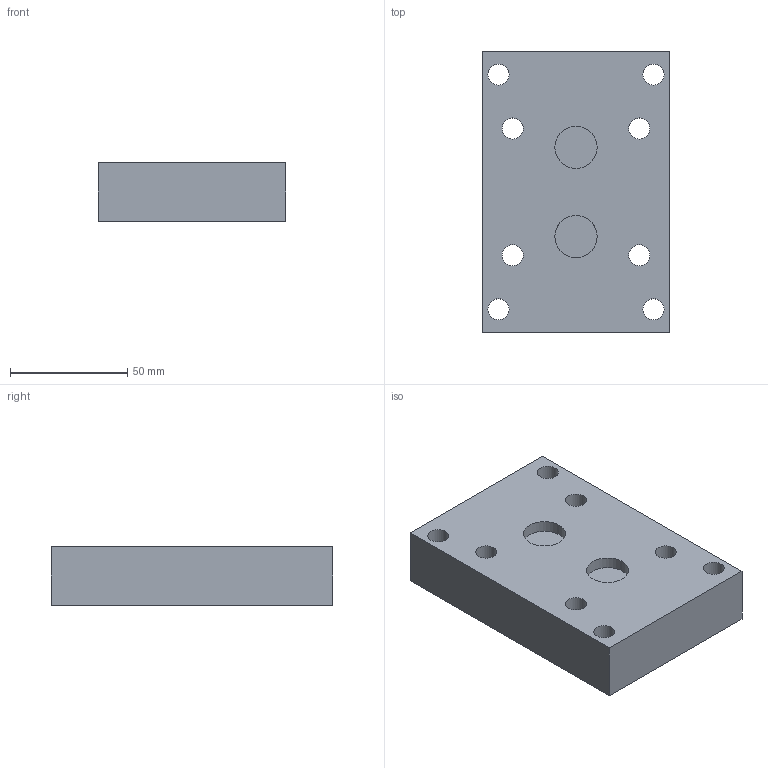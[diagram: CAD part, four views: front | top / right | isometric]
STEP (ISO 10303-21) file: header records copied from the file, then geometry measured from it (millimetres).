
FILE_DESCRIPTION(/* description */ (''),/* implementation_level */ '2;1');
FILE_NAME(/* name */ 'EC5401.stp',/* time_stamp */ '2016-05-10T15:50:10+02:00',/* author */ ('Lemoine2'),/* organization */ (''),/* preprocessor_version */ 'ST-DEVELOPER v16.1',/* originating_system */ 'Autodesk Inventor 2016',/* authorisation */ '');
FILE_SCHEMA (('AUTOMOTIVE_DESIGN { 1 0 10303 214 3 1 1 }'));
Length unit declared in the file: millimetre
Products named in the file (1): EC5401
Bounding box: 80 x 120 x 25 mm (x, y, z)
Volume: 216695.8 mm3; surface area: 35847 mm2
Topology: 1 solids, 1 shells, 131 faces, 343 edges, 232 vertices
Faces by surface type: plane 71, bspline 42, cylinder 18
Full cylindrical faces by diameter (mm): 9 x8, 14 x4, 18 x4, 29.5 x2
Entity records: 4198 total; most frequent: CARTESIAN_POINT 1215, ORIENTED_EDGE 630, DIRECTION 447, EDGE_CURVE 315, VERTEX_POINT 222, LINE 195, VECTOR 195, EDGE_LOOP 183
